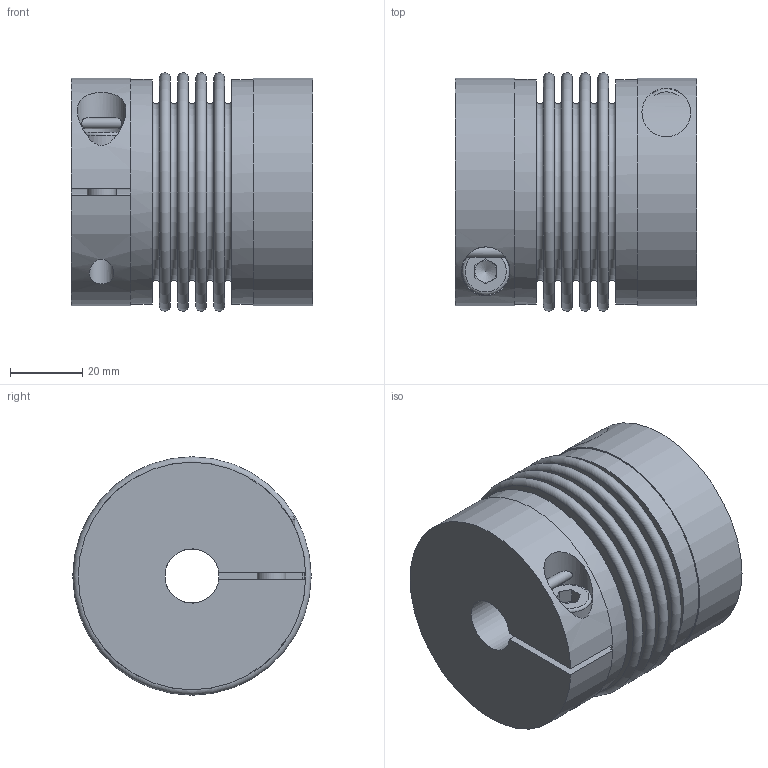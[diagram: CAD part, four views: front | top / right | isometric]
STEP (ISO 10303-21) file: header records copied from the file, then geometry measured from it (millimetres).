
FILE_DESCRIPTION( ( 'Unknown' ), '1' );
FILE_NAME( 'KP 60.stp', 'Unknown', ( 'Unknown' ), ( 'Unknown' ), 'PSStep 10.1', 'Unknown', ' ' );
FILE_SCHEMA( ( 'AUTOMOTIVE_DESIGN { 1 0 10303 214 1 1 1 1 }' ) );
Length unit declared in the file: millimetre
Products named in the file (1): KP  60
Bounding box: 67 x 66 x 66 mm (x, y, z)
Volume: 132746.2 mm3; surface area: 57572.1 mm2
Topology: 1 solids, 2 shells, 107 faces, 220 edges, 142 vertices
Faces by surface type: plane 64, cylinder 21, torus 20, cone 2
Full cylindrical faces by diameter (mm): 6.8 x2, 8 x2, 8.5 x2, 13 x2, 13.5 x2, 62.3 x2
Entity records: 4896 total; most frequent: CARTESIAN_POINT 1911, DIRECTION 466, ORIENTED_EDGE 344, AXIS2_PLACEMENT_3D 193, EDGE_LOOP 172, EDGE_CURVE 172, FACE_OUTER_BOUND 138, VERTEX_POINT 130
